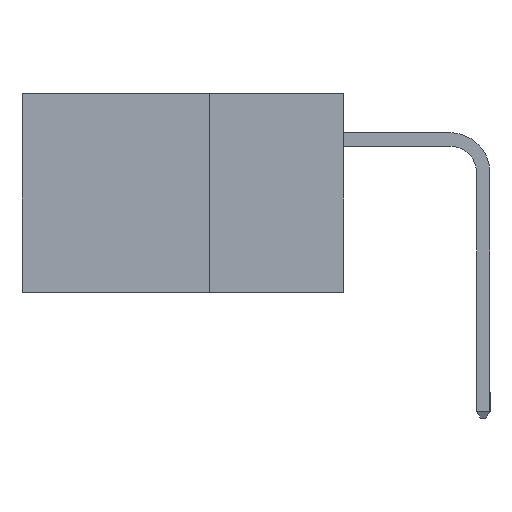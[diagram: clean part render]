
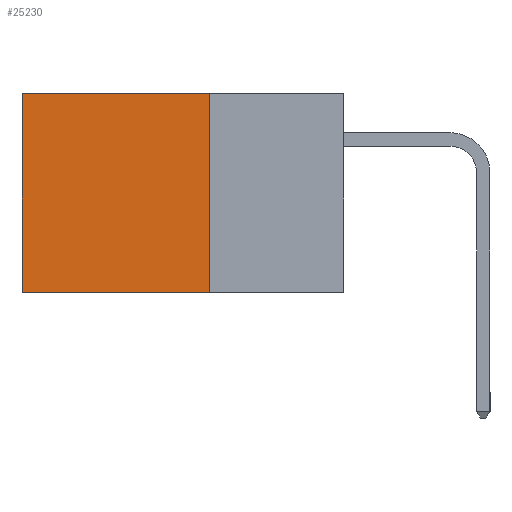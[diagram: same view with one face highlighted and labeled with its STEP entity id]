
A CAD part, left-side view. The second image highlights one B-rep face of the part: STEP entity #25230.
In plain terms, the highlighted planar face has unit normal (-1, 0, 0).
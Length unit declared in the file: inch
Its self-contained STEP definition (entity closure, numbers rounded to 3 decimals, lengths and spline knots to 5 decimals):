
#1235 = VECTOR ( 'NONE', #20368, 39.37008 ) ;
#1316 = ORIENTED_EDGE ( 'NONE', *, *, #4703, .F. ) ;
#2133 = VECTOR ( 'NONE', #24098, 39.37008 ) ;
#3935 = CARTESIAN_POINT ( 'NONE',  ( 0.298, 0.6, 0. ) ) ;
#4703 = EDGE_CURVE ( 'NONE', #14272, #13198, #6882, .T. ) ;
#4753 = LINE ( 'NONE', #7129, #19887 ) ;
#6882 = LINE ( 'NONE', #24648, #1235 ) ;
#7129 = CARTESIAN_POINT ( 'NONE',  ( 0.298, 0.25, 0. ) ) ;
#7233 = DIRECTION ( 'NONE',  ( 0., 0., -1. ) ) ;
#7344 = VECTOR ( 'NONE', #7642, 39.37008 ) ;
#7589 = CARTESIAN_POINT ( 'NONE',  ( 0.298, 0.6, 0. ) ) ;
#7642 = DIRECTION ( 'NONE',  ( 0., 0., -1. ) ) ;
#8013 = LINE ( 'NONE', #7589, #7344 ) ;
#8761 = VERTEX_POINT ( 'NONE', #15031 ) ;
#9099 = EDGE_CURVE ( 'NONE', #8761, #14272, #4753, .T. ) ;
#9495 = VERTEX_POINT ( 'NONE', #3935 ) ;
#11222 = FACE_OUTER_BOUND ( 'NONE', #20554, .T. ) ;
#11972 = LINE ( 'NONE', #24209, #2133 ) ;
#12957 = CARTESIAN_POINT ( 'NONE',  ( 0.298, 0.6, -0.37 ) ) ;
#13198 = VERTEX_POINT ( 'NONE', #12957 ) ;
#13340 = EDGE_CURVE ( 'NONE', #8761, #9495, #11972, .T. ) ;
#14272 = VERTEX_POINT ( 'NONE', #17368 ) ;
#14282 = ORIENTED_EDGE ( 'NONE', *, *, #13340, .T. ) ;
#15031 = CARTESIAN_POINT ( 'NONE',  ( 0.298, 0.25, 0. ) ) ;
#17368 = CARTESIAN_POINT ( 'NONE',  ( 0.298, 0.25, -0.37 ) ) ;
#19887 = VECTOR ( 'NONE', #7233, 39.37008 ) ;
#20368 = DIRECTION ( 'NONE',  ( 0., 1., 0. ) ) ;
#20554 = EDGE_LOOP ( 'NONE', ( #25793, #1316, #23011, #14282 ) ) ;
#21547 = AXIS2_PLACEMENT_3D ( 'NONE', #23112, #24626, #25666 ) ;
#23011 = ORIENTED_EDGE ( 'NONE', *, *, #9099, .F. ) ;
#23112 = CARTESIAN_POINT ( 'NONE',  ( 0.298, 0.25, 0. ) ) ;
#23617 = EDGE_CURVE ( 'NONE', #9495, #13198, #8013, .T. ) ;
#24098 = DIRECTION ( 'NONE',  ( 0., 1., 0. ) ) ;
#24209 = CARTESIAN_POINT ( 'NONE',  ( 0.298, 0.25, 0. ) ) ;
#24626 = DIRECTION ( 'NONE',  ( 1., 0., 0. ) ) ;
#24648 = CARTESIAN_POINT ( 'NONE',  ( 0.298, 0.25, -0.37 ) ) ;
#25230 = ADVANCED_FACE ( 'NONE', ( #11222 ), #25464, .F. ) ;
#25464 = PLANE ( 'NONE',  #21547 ) ;
#25666 = DIRECTION ( 'NONE',  ( 0., 0., -1. ) ) ;
#25793 = ORIENTED_EDGE ( 'NONE', *, *, #23617, .T. ) ;
